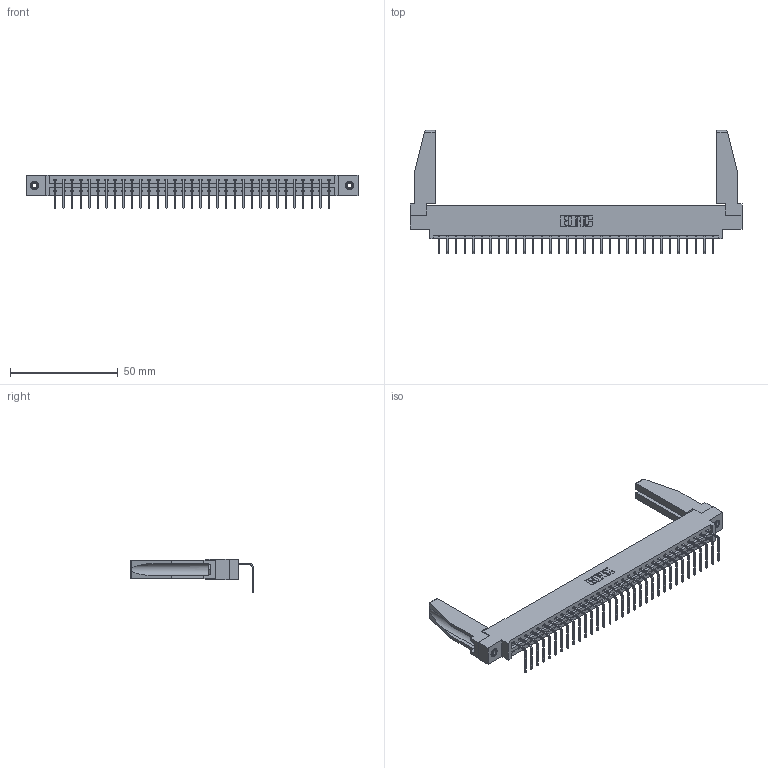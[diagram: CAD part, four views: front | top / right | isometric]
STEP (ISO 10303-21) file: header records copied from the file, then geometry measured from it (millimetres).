
FILE_DESCRIPTION (( 'STEP AP203' ), '1' );
FILE_NAME ('387-033-558-678.STEP', '2019-10-07T20:11:07', ( '' ), ( '' ), 'SwSTEP 2.0', 'SolidWorks 2016', '' );
FILE_SCHEMA (( 'CONFIG_CONTROL_DESIGN' ));
Length unit declared in the file: inch
Products named in the file (5): 387-033-558-678; 345-250-001_345-250-001-102; 337 Part_0.170 Offset - 0.156 Dia-TI; 307-220-078; 345-292-001_558 Tail - 2
Assembly tree (38 placements, depth 2):
  387-033-558-678
    337 Part_0.170 Offset - 0.156 Dia-TI
    345-292-001_558 Tail - 2  x33
    345-250-001_345-250-001-102  x2
    307-220-078  x2
Bounding box: 153.77 x 56.96 x 15.37 mm (x, y, z)
Volume: 19855.1 mm3; surface area: 20949.6 mm2
Topology: 38 solids, 38 shells, 2360 faces, 7055 edges, 4650 vertices
Faces by surface type: plane 1742, cylinder 602, cone 12, torus 4
Entity records: 28350 total; most frequent: CARTESIAN_POINT 4931, ORIENTED_EDGE 4856, DIRECTION 4178, EDGE_CURVE 2428, VECTOR 2262, LINE 2262, VERTEX_POINT 1612, AXIS2_PLACEMENT_3D 958
